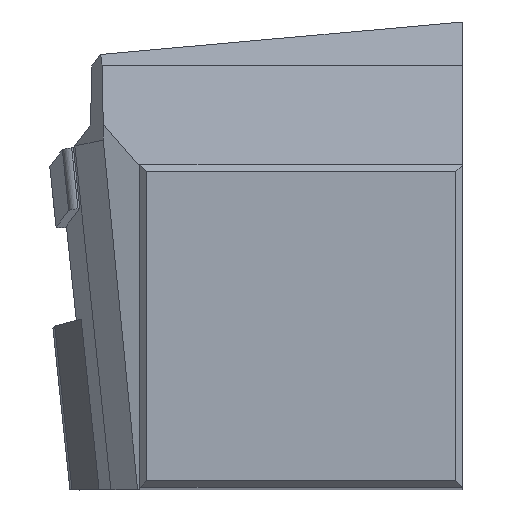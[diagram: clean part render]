
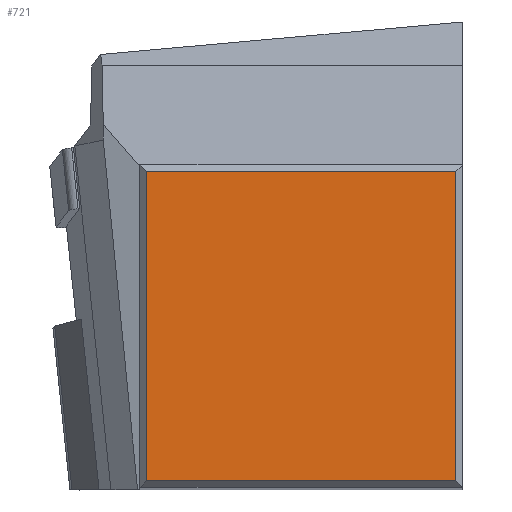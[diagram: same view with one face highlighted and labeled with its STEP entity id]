
A CAD part, top view. The second image highlights one B-rep face of the part: STEP entity #721.
In plain terms, the highlighted planar face has unit normal (0, 0, 1).
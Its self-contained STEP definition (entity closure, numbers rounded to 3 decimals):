
#65=DIRECTION('',(-1.,0.,0.));
#66=VECTOR('',#65,24.);
#67=CARTESIAN_POINT('',(-0.5,24.5,0.));
#68=LINE('',#67,#66);
#72=DIRECTION('',(0.,1.,0.));
#73=VECTOR('',#72,24.);
#74=CARTESIAN_POINT('',(-0.5,0.5,0.));
#75=LINE('',#74,#73);
#79=DIRECTION('',(1.,0.,0.));
#80=VECTOR('',#79,24.);
#81=CARTESIAN_POINT('',(-24.5,0.5,0.));
#82=LINE('',#81,#80);
#86=DIRECTION('',(0.,-1.,0.));
#87=VECTOR('',#86,24.);
#88=CARTESIAN_POINT('',(-24.5,24.5,0.));
#89=LINE('',#88,#87);
#609=CARTESIAN_POINT('',(-0.5,24.5,0.));
#610=CARTESIAN_POINT('',(-24.5,24.5,0.));
#611=VERTEX_POINT('',#609);
#612=VERTEX_POINT('',#610);
#619=CARTESIAN_POINT('',(-0.5,0.5,0.));
#620=VERTEX_POINT('',#619);
#623=CARTESIAN_POINT('',(-24.5,0.5,0.));
#624=VERTEX_POINT('',#623);
#706=CARTESIAN_POINT('',(0.,0.,0.));
#707=DIRECTION('',(0.,0.,-1.));
#708=DIRECTION('',(0.,1.,0.));
#709=AXIS2_PLACEMENT_3D('',#706,#707,#708);
#710=PLANE('',#709);
#712=ORIENTED_EDGE('',*,*,#711,.F.);
#714=ORIENTED_EDGE('',*,*,#713,.F.);
#716=ORIENTED_EDGE('',*,*,#715,.F.);
#718=ORIENTED_EDGE('',*,*,#717,.F.);
#719=EDGE_LOOP('',(#712,#714,#716,#718));
#720=FACE_OUTER_BOUND('',#719,.F.);
#711=EDGE_CURVE('',#611,#612,#68,.T.);
#713=EDGE_CURVE('',#620,#611,#75,.T.);
#715=EDGE_CURVE('',#624,#620,#82,.T.);
#717=EDGE_CURVE('',#612,#624,#89,.T.);
#721=ADVANCED_FACE('',(#720),#710,.F.);
